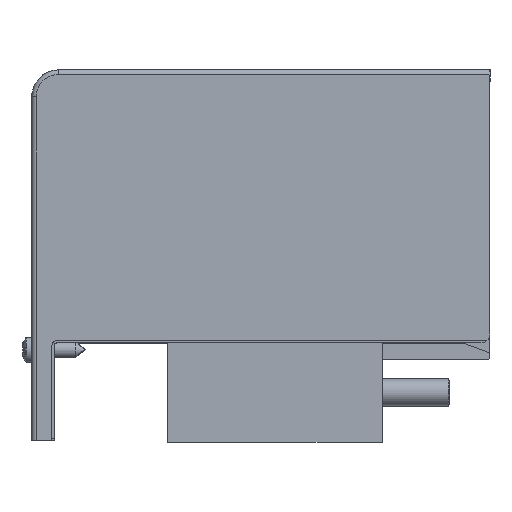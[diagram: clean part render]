
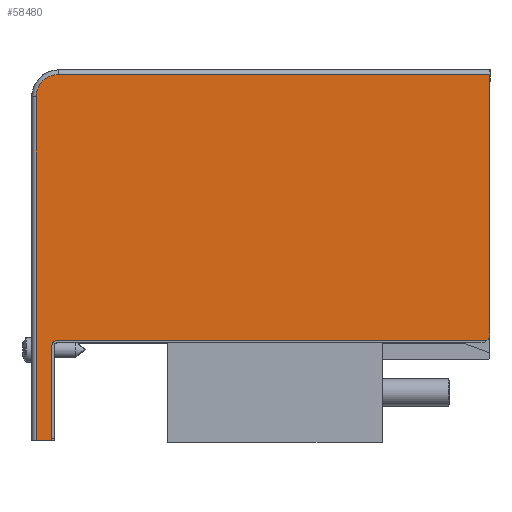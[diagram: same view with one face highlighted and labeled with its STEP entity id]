
A CAD part, front view. The second image highlights one B-rep face of the part: STEP entity #58480.
In plain terms, the highlighted planar face has unit normal (0, -1, 0).
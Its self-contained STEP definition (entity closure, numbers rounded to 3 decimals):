
#5457=DIRECTION('',(0.,0.,1.));
#5458=VECTOR('',#5457,57.5);
#5459=CARTESIAN_POINT('',(50.3,-104.5,154.5));
#5460=LINE('',#5459,#5458);
#7744=CARTESIAN_POINT('',(48.3,-104.5,154.5));
#7745=DIRECTION('',(0.,1.,0.));
#7746=DIRECTION('',(1.,0.,0.));
#7747=AXIS2_PLACEMENT_3D('',#7744,#7745,#7746);
#7749=DIRECTION('',(-1.,0.,0.));
#7750=VECTOR('',#7749,95.323);
#7751=CARTESIAN_POINT('',(49.623,-104.5,153.));
#7752=LINE('',#7751,#7750);
#7753=CARTESIAN_POINT('',(-45.7,-104.5,152.));
#7754=DIRECTION('',(0.,-1.,0.));
#7755=DIRECTION('',(0.,0.,1.));
#7756=AXIS2_PLACEMENT_3D('',#7753,#7754,#7755);
#7758=DIRECTION('',(-1.,0.,0.));
#7759=VECTOR('',#7758,3.5);
#7760=CARTESIAN_POINT('',(-46.7,-104.5,130.9));
#7761=LINE('',#7760,#7759);
#7762=CARTESIAN_POINT('',(-45.2,-104.5,207.));
#7763=DIRECTION('',(0.,1.,0.));
#7764=DIRECTION('',(-1.,0.,0.));
#7765=AXIS2_PLACEMENT_3D('',#7762,#7763,#7764);
#7826=DIRECTION('',(0.,0.,1.));
#7827=VECTOR('',#7826,21.1);
#7828=CARTESIAN_POINT('',(-46.7,-104.5,130.9));
#7829=LINE('',#7828,#7827);
#7834=DIRECTION('',(0.,0.,-1.));
#7835=VECTOR('',#7834,76.1);
#7836=CARTESIAN_POINT('',(-50.2,-104.5,207.));
#7837=LINE('',#7836,#7835);
#9917=DIRECTION('',(-1.,0.,0.));
#9918=VECTOR('',#9917,95.5);
#9919=CARTESIAN_POINT('',(50.3,-104.5,212.));
#9920=LINE('',#9919,#9918);
#38555=CARTESIAN_POINT('',(-50.2,-104.5,130.9));
#38556=VERTEX_POINT('',#38555);
#38558=CARTESIAN_POINT('',(-46.7,-104.5,130.9));
#38560=VERTEX_POINT('',#38558);
#38581=CARTESIAN_POINT('',(50.3,-104.5,154.5));
#38582=CARTESIAN_POINT('',(49.623,-104.5,153.));
#38583=VERTEX_POINT('',#38581);
#38584=VERTEX_POINT('',#38582);
#38585=CARTESIAN_POINT('',(-45.7,-104.5,153.));
#38586=VERTEX_POINT('',#38585);
#38587=CARTESIAN_POINT('',(-46.7,-104.5,152.));
#38588=VERTEX_POINT('',#38587);
#38589=CARTESIAN_POINT('',(-50.2,-104.5,207.));
#38590=CARTESIAN_POINT('',(-45.2,-104.5,212.));
#38591=VERTEX_POINT('',#38589);
#38592=VERTEX_POINT('',#38590);
#38599=CARTESIAN_POINT('',(50.3,-104.5,212.));
#38600=VERTEX_POINT('',#38599);
#58458=CARTESIAN_POINT('',(0.05,-104.5,171.45));
#58459=DIRECTION('',(0.,1.,0.));
#58460=DIRECTION('',(0.,0.,-1.));
#58461=AXIS2_PLACEMENT_3D('',#58458,#58459,#58460);
#58462=PLANE('',#58461);
#58463=ORIENTED_EDGE('',*,*,#58438,.T.);
#58465=ORIENTED_EDGE('',*,*,#58464,.T.);
#58467=ORIENTED_EDGE('',*,*,#58466,.T.);
#58469=ORIENTED_EDGE('',*,*,#58468,.F.);
#58470=ORIENTED_EDGE('',*,*,#43197,.T.);
#58472=ORIENTED_EDGE('',*,*,#58471,.F.);
#58474=ORIENTED_EDGE('',*,*,#58473,.T.);
#58476=ORIENTED_EDGE('',*,*,#58475,.F.);
#58477=ORIENTED_EDGE('',*,*,#53718,.F.);
#58478=EDGE_LOOP('',(#58463,#58465,#58467,#58469,#58470,#58472,#58474,#58476,
#58477));
#58479=FACE_OUTER_BOUND('',#58478,.F.);
#7748=CIRCLE('',#7747,2.);
#7757=CIRCLE('',#7756,1.);
#7766=CIRCLE('',#7765,5.);
#43197=EDGE_CURVE('',#38560,#38556,#7761,.T.);
#53718=EDGE_CURVE('',#38583,#38600,#5460,.T.);
#58438=EDGE_CURVE('',#38583,#38584,#7748,.T.);
#58464=EDGE_CURVE('',#38584,#38586,#7752,.T.);
#58466=EDGE_CURVE('',#38586,#38588,#7757,.T.);
#58468=EDGE_CURVE('',#38560,#38588,#7829,.T.);
#58471=EDGE_CURVE('',#38591,#38556,#7837,.T.);
#58473=EDGE_CURVE('',#38591,#38592,#7766,.T.);
#58475=EDGE_CURVE('',#38600,#38592,#9920,.T.);
#58480=ADVANCED_FACE('',(#58479),#58462,.F.);
